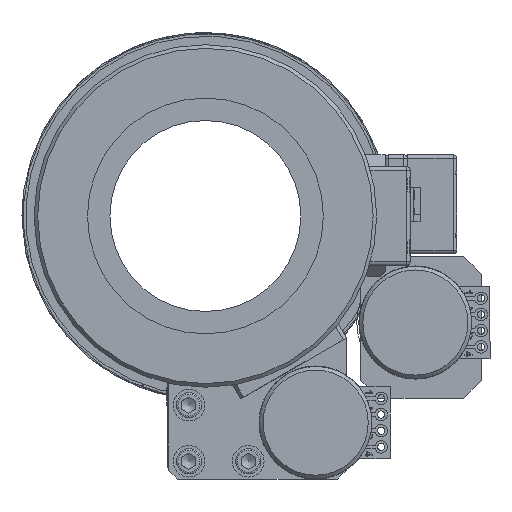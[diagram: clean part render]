
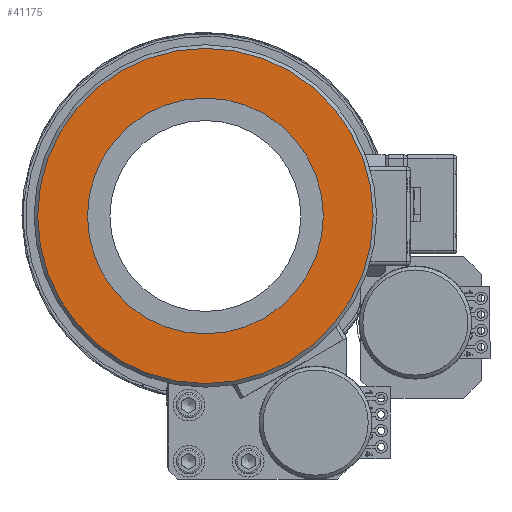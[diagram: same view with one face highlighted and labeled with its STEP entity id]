
A CAD part, front view. The second image highlights one B-rep face of the part: STEP entity #41175.
In plain terms, the highlighted face is planar.
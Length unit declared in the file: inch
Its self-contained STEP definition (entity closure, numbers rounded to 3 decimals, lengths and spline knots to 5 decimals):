
#41144=CARTESIAN_POINT('',(0.67903,0.933,0.));
#41145=VERTEX_POINT('',#41144);
#41146=CARTESIAN_POINT('',(0.67903,0.0,0.0));
#41147=DIRECTION('',(-1.0,0.0,0.0));
#41148=DIRECTION('',(0.0,-1.0,0.0));
#41149=AXIS2_PLACEMENT_3D('',#41146,#41147,#41148);
#41150=CIRCLE('',#41149,0.933);
#41151=EDGE_CURVE('',#41145,#41145,#41150,.T.);
#41156=CARTESIAN_POINT('',(0.67903,0.77557,0.0));
#41157=DIRECTION('',(1.0,0.0,0.0));
#41158=DIRECTION('',(0.0,0.0,-1.0));
#41159=AXIS2_PLACEMENT_3D('',#41156,#41157,#41158);
#41160=PLANE('',#41159);
#41161=ORIENTED_EDGE('',*,*,#41151,.F.);
#41162=EDGE_LOOP('',(#41161));
#41163=FACE_OUTER_BOUND('',#41162,.T.);
#41164=CARTESIAN_POINT('',(0.67903,0.59813,0.0));
#41165=VERTEX_POINT('',#41164);
#41166=CARTESIAN_POINT('',(0.67903,0.0,0.0));
#41167=DIRECTION('',(1.0,0.0,0.0));
#41168=DIRECTION('',(0.0,1.0,0.0));
#41169=AXIS2_PLACEMENT_3D('',#41166,#41167,#41168);
#41170=CIRCLE('',#41169,0.59813);
#41171=EDGE_CURVE('',#41165,#41165,#41170,.T.);
#41172=ORIENTED_EDGE('',*,*,#41171,.F.);
#41173=EDGE_LOOP('',(#41172));
#41174=FACE_BOUND('',#41173,.T.);
#41175=ADVANCED_FACE('',(#41163,#41174),#41160,.T.);
